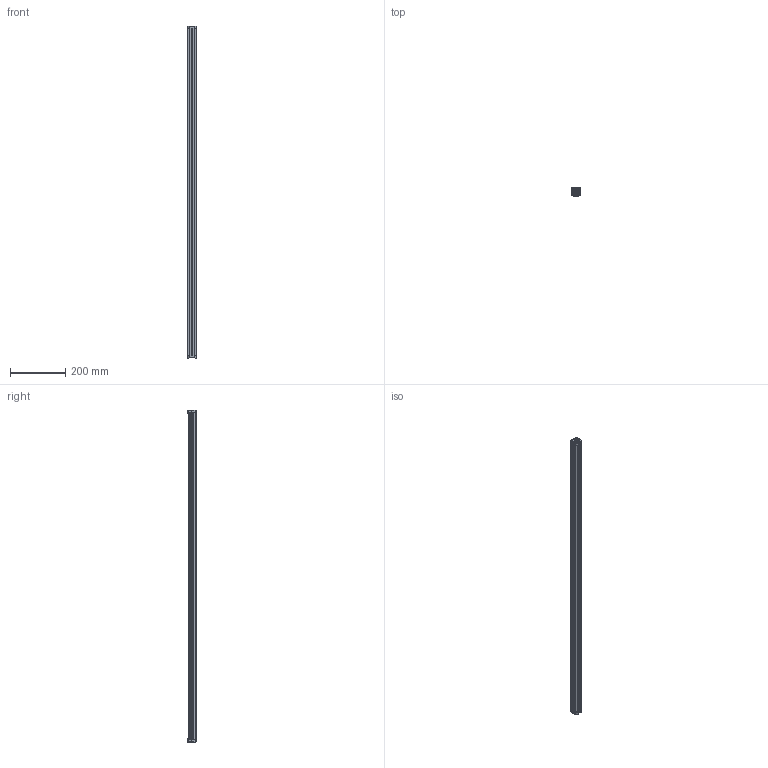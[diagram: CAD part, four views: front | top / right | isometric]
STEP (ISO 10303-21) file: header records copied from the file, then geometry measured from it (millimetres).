
FILE_DESCRIPTION (( 'STEP AP203' ), '1' );
FILE_NAME ('60159 Rev1 WG-WW Extruded Assy.STEP', '2022-09-28T07:56:02', ( '' ), ( '' ), 'SwSTEP 2.0', 'SolidWorks 2019', '' );
FILE_SCHEMA (( 'CONFIG_CONTROL_DESIGN' ));
Length unit declared in the file: millimetre
Products named in the file (7): 60159 Rev1 WG-WW Extruded Assy; 60155 Rev2 Extruded Insert_1200; 60152 Rev2 WG0037_1200 Customer; 60156 Rev1 EndCap_Blank; 60158 Rev2 Gasket_Customer; 60156 Rev1 EndCap; 60154 Rev2 Extruded Housing_1200
Assembly tree (7 placements, depth 2):
  60159 Rev1 WG-WW Extruded Assy
    60154 Rev2 Extruded Housing_1200
    60152 Rev2 WG0037_1200 Customer
    60156 Rev1 EndCap
    60158 Rev2 Gasket_Customer  x2
    60156 Rev1 EndCap_Blank
    60155 Rev2 Extruded Insert_1200
Bounding box: 32.5 x 32.02 x 1200 mm (x, y, z)
Volume: 518050.5 mm3; surface area: 505738.8 mm2
Topology: 9 solids, 9 shells, 2761 faces, 7038 edges, 4274 vertices
Faces by surface type: cylinder 767, bspline 754, plane 672, torus 266, cone 248, sphere 54
Entity records: 78444 total; most frequent: CARTESIAN_POINT 33054, ORIENTED_EDGE 10400, DIRECTION 8096, EDGE_CURVE 5200, VERTEX_POINT 3221, AXIS2_PLACEMENT_3D 3134, EDGE_LOOP 2129, ADVANCED_FACE 2046
